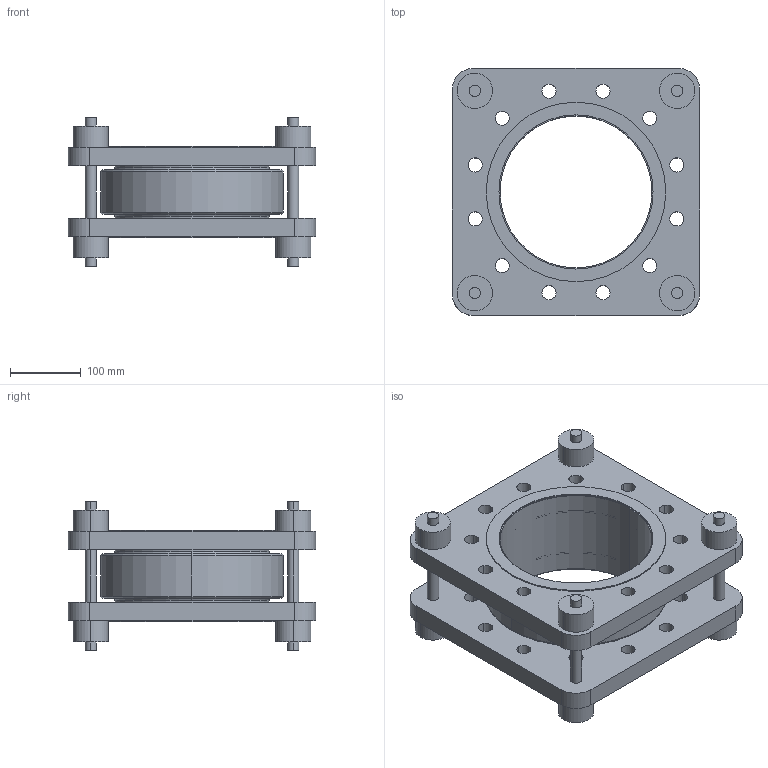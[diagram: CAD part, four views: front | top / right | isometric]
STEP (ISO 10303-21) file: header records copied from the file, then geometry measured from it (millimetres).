
FILE_DESCRIPTION (( 'STEP AP203' ), '1' );
FILE_NAME ('EPSILON-C_DN200_PN16_K-0002080.STEP', '2021-10-07T11:37:58', ( 'axxx' ), ( '' ), 'SwSTEP 2.0', 'SolidWorks 2019', '' );
FILE_SCHEMA (( 'CONFIG_CONTROL_DESIGN' ));
Length unit declared in the file: millimetre
Products named in the file (1): EPSILON-C_DN200_PN16_K-0002080
Bounding box: 350 x 350 x 210 mm (x, y, z)
Volume: 5936681.3 mm3; surface area: 667387.1 mm2
Topology: 1 solids, 1 shells, 628 faces, 1666 edges, 1108 vertices
Faces by surface type: plane 245, bspline 230, cylinder 145, torus 8
Entity records: 32605 total; most frequent: CARTESIAN_POINT 18233, ORIENTED_EDGE 3332, DIRECTION 2262, EDGE_CURVE 1666, VERTEX_POINT 1108, LINE 812, VECTOR 812, EDGE_LOOP 754
